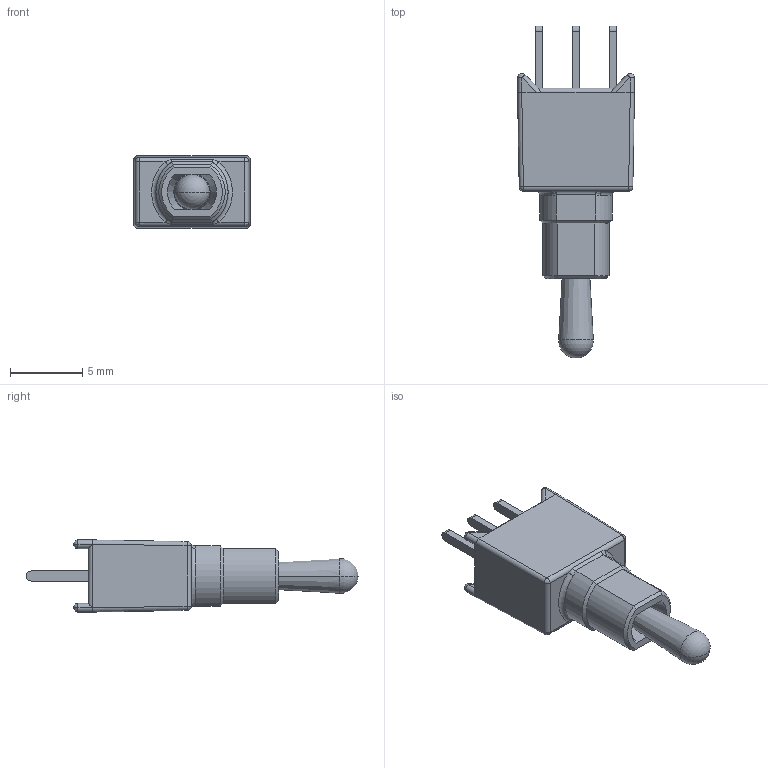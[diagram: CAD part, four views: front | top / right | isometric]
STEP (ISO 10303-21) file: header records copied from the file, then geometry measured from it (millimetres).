
FILE_DESCRIPTION((''),'2;1');
FILE_NAME('TL39P0050','2010-10-06T',('snouilhan'),(''),'PRO/ENGINEER BY PARAMETRIC TECHNOLOGY CORPORATION, 2009440','PRO/ENGINEER BY PARAMETRIC TECHNOLOGY CORPORATION, 2009440','');
FILE_SCHEMA(('CONFIG_CONTROL_DESIGN'));
Length unit declared in the file: millimetre
Products named in the file (1): TL39P0050
Bounding box: 8.1 x 23 x 5 mm (x, y, z)
Volume: 259.4 mm3; surface area: 836.9 mm2
Topology: 1 solids, 1 shells, 252 faces, 626 edges, 389 vertices
Faces by surface type: plane 154, cylinder 56, cone 18, bspline 16, torus 4, sphere 4
Entity records: 8106 total; most frequent: CARTESIAN_POINT 2225, ORIENTED_EDGE 1248, DIRECTION 1142, EDGE_CURVE 624, VECTOR 422, LINE 422, VERTEX_POINT 389, AXIS2_PLACEMENT_3D 360
